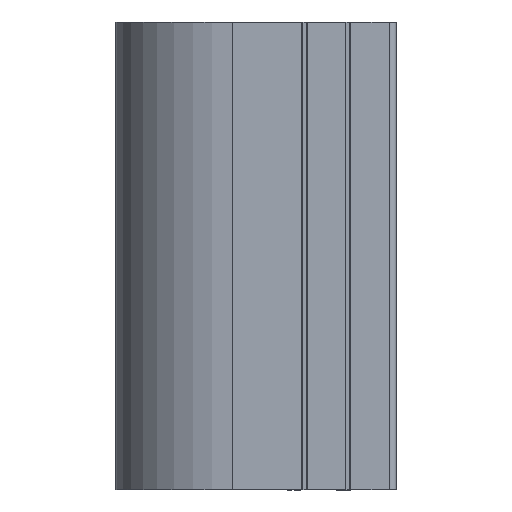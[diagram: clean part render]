
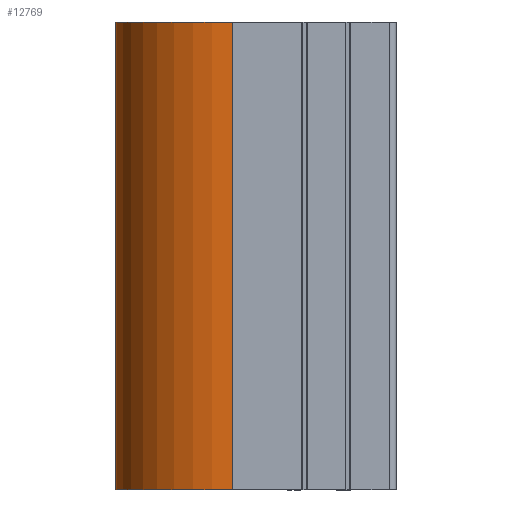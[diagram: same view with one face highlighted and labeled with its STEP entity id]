
A CAD part, front view. The second image highlights one B-rep face of the part: STEP entity #12769.
In plain terms, the highlighted cylindrical face has radius 25 mm (diameter 50 mm), a partial arc.
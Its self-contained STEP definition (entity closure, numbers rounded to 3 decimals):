
#799 = LINE ( 'NONE', #1176, #8291 ) ;
#804 = ORIENTED_EDGE ( 'NONE', *, *, #12291, .T. ) ;
#927 = CARTESIAN_POINT ( 'NONE',  ( 7232.518, 3028.16, 100. ) ) ;
#1176 = CARTESIAN_POINT ( 'NONE',  ( 7207.518, 3053.16, 100. ) ) ;
#1352 = DIRECTION ( 'NONE',  ( 0., 0., -1. ) ) ;
#1638 = LINE ( 'NONE', #7151, #2253 ) ;
#1684 = DIRECTION ( 'NONE',  ( -1., 0., 0. ) ) ;
#1719 = DIRECTION ( 'NONE',  ( 0., 0., -1. ) ) ;
#1759 = CARTESIAN_POINT ( 'NONE',  ( 7232.518, 3053.16, 100. ) ) ;
#2253 = VECTOR ( 'NONE', #7118, 1000. ) ;
#3098 = AXIS2_PLACEMENT_3D ( 'NONE', #8242, #8289, #7967 ) ;
#3117 = ORIENTED_EDGE ( 'NONE', *, *, #11304, .T. ) ;
#3839 = CIRCLE ( 'NONE', #6461, 25. ) ;
#4041 = ORIENTED_EDGE ( 'NONE', *, *, #11883, .T. ) ;
#4684 = CARTESIAN_POINT ( 'NONE',  ( 7207.518, 3053.16, 0. ) ) ;
#5008 = AXIS2_PLACEMENT_3D ( 'NONE', #1759, #1719, #1684 ) ;
#5027 = CARTESIAN_POINT ( 'NONE',  ( 7232.518, 3028.16, 0. ) ) ;
#5079 = DIRECTION ( 'NONE',  ( -1., 0., 0. ) ) ;
#5114 = DIRECTION ( 'NONE',  ( 0., 0., 1. ) ) ;
#5192 = CARTESIAN_POINT ( 'NONE',  ( 7232.518, 3053.16, 0. ) ) ;
#6461 = AXIS2_PLACEMENT_3D ( 'NONE', #5192, #5114, #5079 ) ;
#7027 = ORIENTED_EDGE ( 'NONE', *, *, #12539, .T. ) ;
#7118 = DIRECTION ( 'NONE',  ( 0., 0., 1. ) ) ;
#7151 = CARTESIAN_POINT ( 'NONE',  ( 7232.518, 3028.16, 100. ) ) ;
#7330 = CARTESIAN_POINT ( 'NONE',  ( 7207.518, 3053.16, 100. ) ) ;
#7967 = DIRECTION ( 'NONE',  ( -1., 0., 0. ) ) ;
#8242 = CARTESIAN_POINT ( 'NONE',  ( 7232.518, 3053.16, 100. ) ) ;
#8289 = DIRECTION ( 'NONE',  ( 0., 0., -1. ) ) ;
#8291 = VECTOR ( 'NONE', #1352, 1000. ) ;
#9837 = EDGE_LOOP ( 'NONE', ( #804, #7027, #3117, #4041 ) ) ;
#10253 = FACE_OUTER_BOUND ( 'NONE', #9837, .T. ) ;
#11304 = EDGE_CURVE ( 'NONE', #12093, #12054, #3839, .T. ) ;
#11853 = VERTEX_POINT ( 'NONE', #7330 ) ;
#11883 = EDGE_CURVE ( 'NONE', #12054, #12498, #1638, .T. ) ;
#12054 = VERTEX_POINT ( 'NONE', #5027 ) ;
#12093 = VERTEX_POINT ( 'NONE', #4684 ) ;
#12204 = CIRCLE ( 'NONE', #5008, 25. ) ;
#12291 = EDGE_CURVE ( 'NONE', #12498, #11853, #12204, .T. ) ;
#12498 = VERTEX_POINT ( 'NONE', #927 ) ;
#12539 = EDGE_CURVE ( 'NONE', #11853, #12093, #799, .T. ) ;
#12648 = CYLINDRICAL_SURFACE ( 'NONE', #3098, 25. ) ;
#12769 = ADVANCED_FACE ( 'NONE', ( #10253 ), #12648, .T. ) ;
